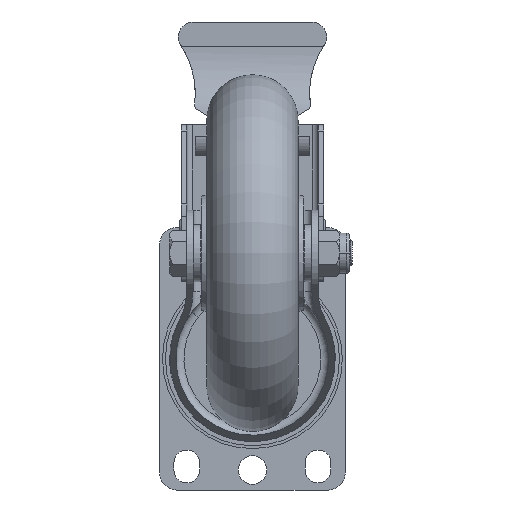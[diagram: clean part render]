
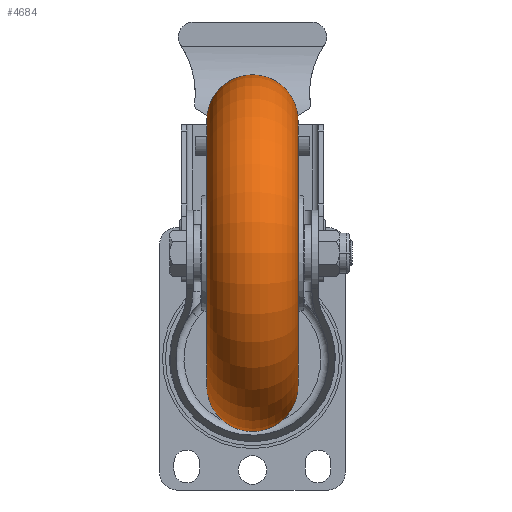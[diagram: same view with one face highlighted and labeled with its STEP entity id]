
A CAD part, front view. The second image highlights one B-rep face of the part: STEP entity #4684.
In plain terms, the highlighted toroidal (fillet/blend) face has major radius 46.5 mm and minor radius 16 mm.
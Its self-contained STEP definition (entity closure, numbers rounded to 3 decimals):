
#1140=CARTESIAN_POINT('',(-16.,0.,0.));
#1141=DIRECTION('',(-1.,0.,0.));
#1142=DIRECTION('',(0.,0.,-1.));
#1143=AXIS2_PLACEMENT_3D('',#1140,#1141,#1142);
#1155=CARTESIAN_POINT('',(0.,0.,-46.5));
#1156=DIRECTION('',(0.,1.,0.));
#1157=DIRECTION('',(1.,0.,0.));
#1158=AXIS2_PLACEMENT_3D('',#1155,#1156,#1157);
#1165=CARTESIAN_POINT('',(0.,0.,46.5));
#1166=DIRECTION('',(0.,-1.,0.));
#1167=DIRECTION('',(1.,0.,0.));
#1168=AXIS2_PLACEMENT_3D('',#1165,#1166,#1167);
#1170=CARTESIAN_POINT('',(16.,0.,0.));
#1171=DIRECTION('',(-1.,0.,0.));
#1172=DIRECTION('',(0.,0.,-1.));
#1173=AXIS2_PLACEMENT_3D('',#1170,#1171,#1172);
#3166=CARTESIAN_POINT('',(16.,0.,-46.5));
#3167=CARTESIAN_POINT('',(-16.,0.,-46.5));
#3168=VERTEX_POINT('',#3166);
#3169=VERTEX_POINT('',#3167);
#3170=CARTESIAN_POINT('',(16.,0.,46.5));
#3171=CARTESIAN_POINT('',(-16.,0.,46.5));
#3172=VERTEX_POINT('',#3170);
#3173=VERTEX_POINT('',#3171);
#4672=CARTESIAN_POINT('',(0.,0.,0.));
#4673=DIRECTION('',(-1.,0.,0.));
#4674=DIRECTION('',(0.,0.,-1.));
#4675=AXIS2_PLACEMENT_3D('',#4672,#4673,#4674);
#4676=TOROIDAL_SURFACE('',#4675,46.5,16.);
#4677=ORIENTED_EDGE('',*,*,#4662,.T.);
#4678=ORIENTED_EDGE('',*,*,#4648,.T.);
#4679=ORIENTED_EDGE('',*,*,#4666,.F.);
#4681=ORIENTED_EDGE('',*,*,#4680,.F.);
#4682=EDGE_LOOP('',(#4677,#4678,#4679,#4681));
#4683=FACE_OUTER_BOUND('',#4682,.F.);
#4684=ADVANCED_FACE('',(#4683),#4676,.T.);
#1144=CIRCLE('',#1143,46.5);
#1159=CIRCLE('',#1158,16.);
#1169=CIRCLE('',#1168,16.);
#1174=CIRCLE('',#1173,46.5);
#4648=EDGE_CURVE('',#3169,#3173,#1144,.T.);
#4662=EDGE_CURVE('',#3168,#3169,#1159,.T.);
#4666=EDGE_CURVE('',#3172,#3173,#1169,.T.);
#4680=EDGE_CURVE('',#3168,#3172,#1174,.T.);
